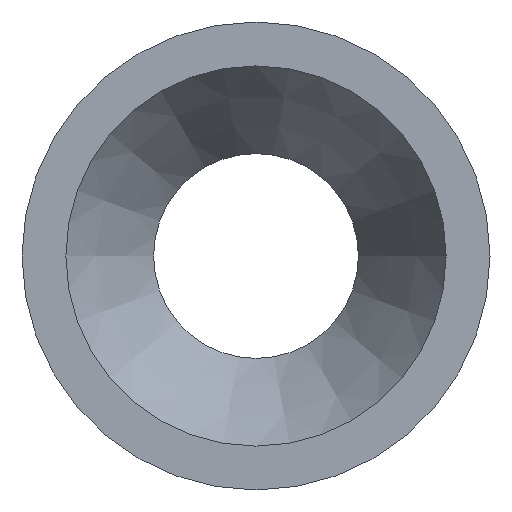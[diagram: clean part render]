
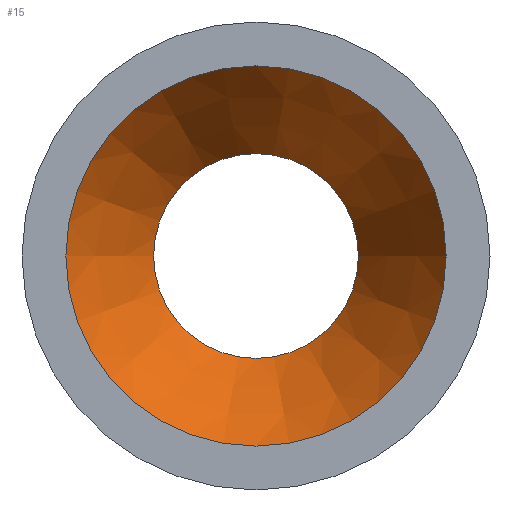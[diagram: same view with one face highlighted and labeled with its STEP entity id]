
A CAD part, left-side view. The second image highlights one B-rep face of the part: STEP entity #15.
In plain terms, the highlighted conical face has half-angle 30.964 degrees and reference radius 13 mm.
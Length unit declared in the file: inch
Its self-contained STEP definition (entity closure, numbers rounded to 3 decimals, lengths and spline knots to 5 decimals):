
#11 = VERTEX_POINT ( 'NONE', #175 ) ;
#15 = ADVANCED_FACE ( 'NONE', ( #55, #39 ), #104, .F. ) ;
#25 = DIRECTION ( 'NONE',  ( -1., 0., 0. ) ) ;
#30 = CARTESIAN_POINT ( 'NONE',  ( 1.69291, 0., 0. ) ) ;
#39 = FACE_OUTER_BOUND ( 'NONE', #157, .T. ) ;
#55 = FACE_BOUND ( 'NONE', #94, .T. ) ;
#56 = DIRECTION ( 'NONE',  ( 0., 1., 0. ) ) ;
#75 = DIRECTION ( 'NONE',  ( 0., 0., -1. ) ) ;
#76 = AXIS2_PLACEMENT_3D ( 'NONE', #151, #25, #75 ) ;
#88 = CIRCLE ( 'NONE', #232, 0.27559 ) ;
#94 = EDGE_LOOP ( 'NONE', ( #177 ) ) ;
#104 = CONICAL_SURFACE ( 'NONE', #121, 0.51181, 0.54 ) ;
#112 = DIRECTION ( 'NONE',  ( 0., 0., 1. ) ) ;
#115 = DIRECTION ( 'NONE',  ( -1., 0., 0. ) ) ;
#121 = AXIS2_PLACEMENT_3D ( 'NONE', #30, #115, #112 ) ;
#151 = CARTESIAN_POINT ( 'NONE',  ( 1.69291, 0., 0. ) ) ;
#157 = EDGE_LOOP ( 'NONE', ( #245 ) ) ;
#162 = CIRCLE ( 'NONE', #76, 0.51181 ) ;
#170 = CARTESIAN_POINT ( 'NONE',  ( 2.08661, 0., 0. ) ) ;
#175 = CARTESIAN_POINT ( 'NONE',  ( 1.69291, 0., -0.51181 ) ) ;
#177 = ORIENTED_EDGE ( 'NONE', *, *, #210, .F. ) ;
#188 = DIRECTION ( 'NONE',  ( -1., 0., 0. ) ) ;
#189 = CARTESIAN_POINT ( 'NONE',  ( 2.08661, 0.27559, 0. ) ) ;
#195 = VERTEX_POINT ( 'NONE', #189 ) ;
#210 = EDGE_CURVE ( 'NONE', #195, #195, #88, .T. ) ;
#232 = AXIS2_PLACEMENT_3D ( 'NONE', #170, #188, #56 ) ;
#236 = EDGE_CURVE ( 'NONE', #11, #11, #162, .T. ) ;
#245 = ORIENTED_EDGE ( 'NONE', *, *, #236, .T. ) ;
